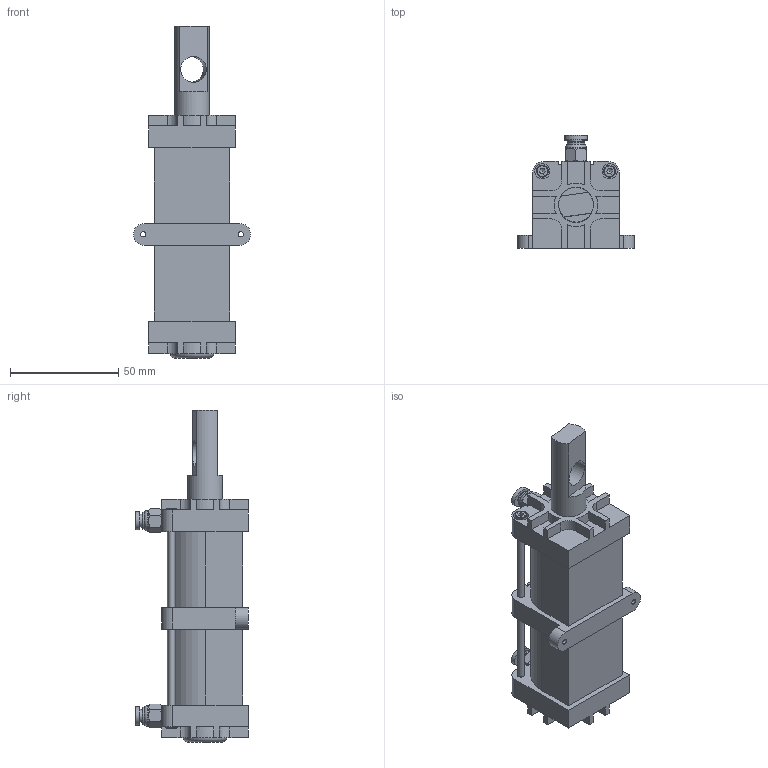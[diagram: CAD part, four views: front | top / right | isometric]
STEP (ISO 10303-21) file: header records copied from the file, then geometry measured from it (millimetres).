
FILE_DESCRIPTION (( 'STEP AP214' ), '1' );
FILE_NAME ('RBiM-002-032-Cilindro.STEP', '2020-04-24T11:55:17', ( '' ), ( '' ), 'SwSTEP 2.0', 'SolidWorks 2019', '' );
FILE_SCHEMA (( 'AUTOMOTIVE_DESIGN' ));
Length unit declared in the file: millimetre
Products named in the file (8): RBiM-000-031-Cilindro_Dentro; connector; RBiM-002-032-Cilindro; RBiM-000-030-Cilindro_Fora; socket head cap screw_am_B18.3.1M - 3 x 0.5 x 45 Hex SHCS -- 18NHX; connector_2
Assembly tree (12 placements, depth 3):
  RBiM-002-032-Cilindro
    RBiM-000-030-Cilindro_Fora
    RBiM-000-031-Cilindro_Dentro
    socket head cap screw_am_B18.3.1M - 3 x 0.5 x 45 Hex SHCS -- 18NHX  x4
    connector
      connector
      connector_2
    connector
      connector
      connector_2
Bounding box: 54 x 52 x 153.05 mm (x, y, z)
Volume: 91933.2 mm3; surface area: 45055.2 mm2
Topology: 10 solids, 10 shells, 304 faces, 739 edges, 476 vertices
Faces by surface type: plane 203, cylinder 68, cone 20, torus 11, bspline 2
Full cylindrical faces by diameter (mm): 2.4 x2, 3 x4, 3.4 x6, 5 x6, 5.001 x2, 5.5 x4, 6 x2, 6.026 x2, 7 x4, 8.026 x2, 9.526 x2, 12 x1, 15 x1, 16 x1, 16.2 x1, 30 x1, 32 x1
Entity records: 6696 total; most frequent: CARTESIAN_POINT 1292, DIRECTION 1070, ORIENTED_EDGE 980, EDGE_CURVE 490, AXIS2_PLACEMENT_3D 364, VERTEX_POINT 344, VECTOR 342, LINE 342
